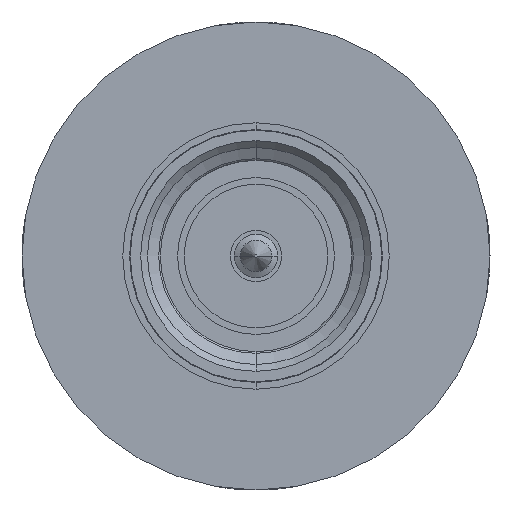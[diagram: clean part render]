
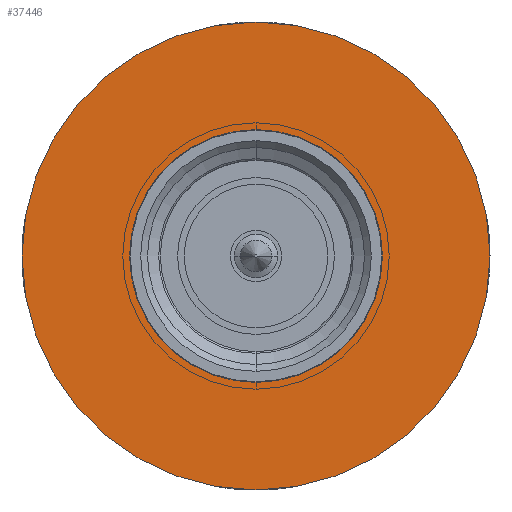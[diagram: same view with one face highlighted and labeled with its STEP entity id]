
A CAD part, front view. The second image highlights one B-rep face of the part: STEP entity #37446.
In plain terms, the highlighted planar face has unit normal (0, -1, 0).
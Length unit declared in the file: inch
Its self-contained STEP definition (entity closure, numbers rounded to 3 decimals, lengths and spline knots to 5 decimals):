
#1260 = CARTESIAN_POINT ( 'NONE',  ( 0., 0., 0. ) ) ;
#1721 = DIRECTION ( 'NONE',  ( 0., -1., 0. ) ) ;
#2305 = CARTESIAN_POINT ( 'NONE',  ( 0., 0., 0. ) ) ;
#3708 = AXIS2_PLACEMENT_3D ( 'NONE', #36961, #7153, #19094 ) ;
#4629 = ORIENTED_EDGE ( 'NONE', *, *, #9565, .F. ) ;
#4704 = AXIS2_PLACEMENT_3D ( 'NONE', #1260, #10507, #5574 ) ;
#5171 = AXIS2_PLACEMENT_3D ( 'NONE', #2305, #1721, #34699 ) ;
#5574 = DIRECTION ( 'NONE',  ( 1., 0., 0. ) ) ;
#6864 = CARTESIAN_POINT ( 'NONE',  ( 0.145, 0., 0. ) ) ;
#7153 = DIRECTION ( 'NONE',  ( 0., -1., 0. ) ) ;
#7762 = VERTEX_POINT ( 'NONE', #23425 ) ;
#9565 = EDGE_CURVE ( 'NONE', #33105, #33970, #18940, .T. ) ;
#10507 = DIRECTION ( 'NONE',  ( 0., -1., 0. ) ) ;
#10591 = CARTESIAN_POINT ( 'NONE',  ( 0., 0., 0. ) ) ;
#12567 = EDGE_CURVE ( 'NONE', #26230, #7762, #33143, .T. ) ;
#12652 = EDGE_LOOP ( 'NONE', ( #34042, #4629 ) ) ;
#13026 = FACE_OUTER_BOUND ( 'NONE', #32234, .T. ) ;
#18481 = CIRCLE ( 'NONE', #4704, 0.145 ) ;
#18840 = CIRCLE ( 'NONE', #34513, 0.26969 ) ;
#18940 = CIRCLE ( 'NONE', #5171, 0.145 ) ;
#19094 = DIRECTION ( 'NONE',  ( 1., 0., 0. ) ) ;
#20302 = ORIENTED_EDGE ( 'NONE', *, *, #22559, .F. ) ;
#21313 = CARTESIAN_POINT ( 'NONE',  ( -0.145, 0., 0. ) ) ;
#22554 = DIRECTION ( 'NONE',  ( 0., 1., 0. ) ) ;
#22559 = EDGE_CURVE ( 'NONE', #7762, #26230, #18840, .T. ) ;
#23425 = CARTESIAN_POINT ( 'NONE',  ( 0.26969, 0., 0. ) ) ;
#23707 = CARTESIAN_POINT ( 'NONE',  ( 0., 0., 0. ) ) ;
#23751 = ORIENTED_EDGE ( 'NONE', *, *, #12567, .F. ) ;
#24970 = PLANE ( 'NONE',  #3708 ) ;
#25430 = CARTESIAN_POINT ( 'NONE',  ( -0.26969, 0., 0. ) ) ;
#25673 = DIRECTION ( 'NONE',  ( -1., 0., 0. ) ) ;
#26230 = VERTEX_POINT ( 'NONE', #25430 ) ;
#27237 = EDGE_CURVE ( 'NONE', #33970, #33105, #18481, .T. ) ;
#31878 = AXIS2_PLACEMENT_3D ( 'NONE', #10591, #22554, #25673 ) ;
#32234 = EDGE_LOOP ( 'NONE', ( #23751, #20302 ) ) ;
#33105 = VERTEX_POINT ( 'NONE', #21313 ) ;
#33143 = CIRCLE ( 'NONE', #31878, 0.26969 ) ;
#33970 = VERTEX_POINT ( 'NONE', #6864 ) ;
#34042 = ORIENTED_EDGE ( 'NONE', *, *, #27237, .F. ) ;
#34207 = FACE_BOUND ( 'NONE', #12652, .T. ) ;
#34513 = AXIS2_PLACEMENT_3D ( 'NONE', #23707, #35685, #35296 ) ;
#34699 = DIRECTION ( 'NONE',  ( 1., 0., 0. ) ) ;
#35296 = DIRECTION ( 'NONE',  ( -1., 0., 0. ) ) ;
#35685 = DIRECTION ( 'NONE',  ( 0., 1., 0. ) ) ;
#36961 = CARTESIAN_POINT ( 'NONE',  ( 0., 0., 0. ) ) ;
#37446 = ADVANCED_FACE ( 'NONE', ( #34207, #13026 ), #24970, .T. ) ;
